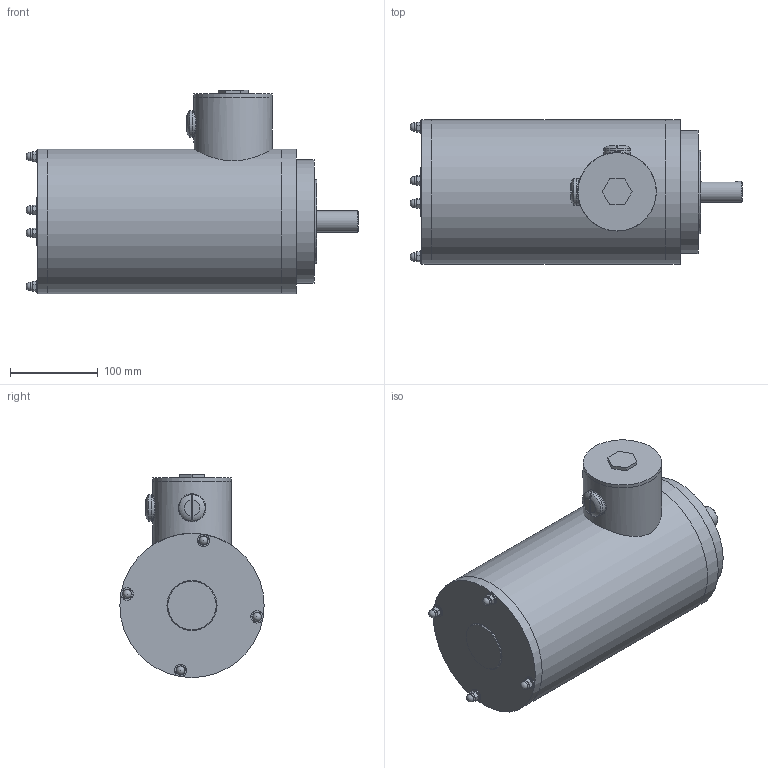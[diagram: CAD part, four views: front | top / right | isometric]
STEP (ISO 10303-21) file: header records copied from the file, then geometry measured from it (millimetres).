
FILE_DESCRIPTION(/* description */ (''),/* implementation_level */ '2;1');
FILE_NAME(/* name */ 'TENV 90S-4 IMB14 FF115 1,1KW_IE3',/* time_stamp */ '2016-08-17T13:01:05+02:00',/* author */ (''),/* organization */ (''),/* preprocessor_version */ 'ST-DEVELOPER v15.7',/* originating_system */ 'HiCAD 2015 2002.2 Build 527',/* authorisation */ '');
FILE_SCHEMA (('AUTOMOTIVE_DESIGN { 1 0 10303 214 1 1 1 1 }'));
Length unit declared in the file: millimetre
Products named in the file (30): Root; DIN 3760-A25x40x7-FKM_Wellendichtringe_0; Gehäuse ; Klemmkasten Ø89; Schraube M25x1,5; Deckel Ø89; B-Schild; Gewindestange Ø6x280; Normteilgruppe _0; DIN 6796-6-FSt_Scheiben_0; DIN 1587-M6-6_Hutmuttern_0; DIN 625 - 6205_Kugellager_0; N625KUG; Welle TEFC 90 S-6 0,75kW L=370; Flansch B14
Assembly tree (29 placements, depth 3):
  Root
    DIN 3760-A25x40x7-FKM_Wellendichtringe_0
    Gehäuse 
    Klemmkasten Ø89
      Schraube M25x1,5
      Schraube M25x1,5
      Deckel Ø89
    B-Schild
    Gewindestange Ø6x280
      Gewindestange Ø6x280
      Gewindestange Ø6x280
      Gewindestange Ø6x280
    Normteilgruppe _0
      DIN 6796-6-FSt_Scheiben_0
      DIN 6796-6-FSt_Scheiben_0
      DIN 6796-6-FSt_Scheiben_0
      DIN 6796-6-FSt_Scheiben_0
    Normteilgruppe _0
      DIN 1587-M6-6_Hutmuttern_0
      DIN 1587-M6-6_Hutmuttern_0
      DIN 1587-M6-6_Hutmuttern_0
      DIN 1587-M6-6_Hutmuttern_0
    DIN 625 - 6205_Kugellager_0
      N625KUG
      N625KUG
    DIN 625 - 6205_Kugellager_0
      N625KUG
      N625KUG
    Welle TEFC 90 S-6 0,75kW L=370
    Flansch B14
Bounding box: 377.5 x 164 x 231 mm (x, y, z)
Volume: 1036121 mm3; surface area: 583134 mm2
Topology: 32 solids, 32 shells, 525 faces, 1165 edges, 743 vertices
Faces by surface type: plane 190, cylinder 187, torus 63, cone 45, bspline 24, sphere 16
Full cylindrical faces by diameter (mm): 5.08 x4, 6 x8, 6.4 x4, 6.773 x1, 7 x4, 8 x5, 9.5 x4, 10 x4, 14 x4, 22 x2, 24 x1, 24.6 x1, 25 x6, 25.044 x2, 27 x1, 30 x6, 31.2 x1, 32 x1, 32.155 x4, 33.802 x4, 36.2 x1, 38.1 x1, 40 x2, 43.198 x4, 44.845 x4, 47 x2, 48 x1, 52 x5, 55 x1, 57 x1
Entity records: 31231 total; most frequent: CARTESIAN_POINT 10954, DIRECTION 2431, PRESENTATION_STYLE_ASSIGNMENT 1858, COLOUR_RGB 1832, OVER_RIDING_STYLED_ITEM 1826, DRAUGHTING_PRE_DEFINED_CURVE_FONT 1818, CURVE_STYLE 1818, ORIENTED_EDGE 1818
